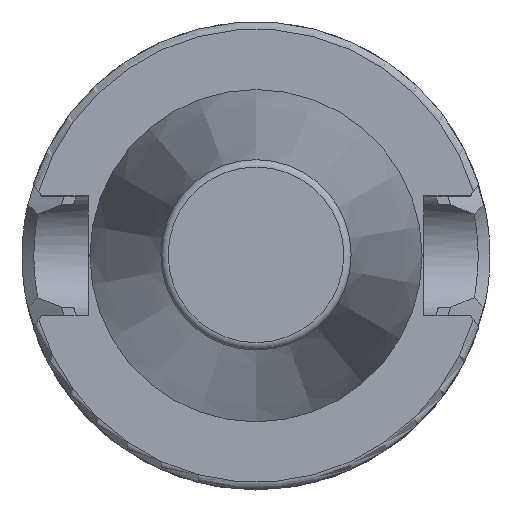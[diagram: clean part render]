
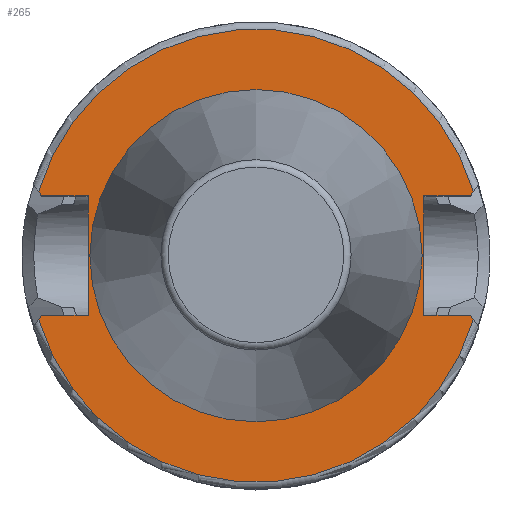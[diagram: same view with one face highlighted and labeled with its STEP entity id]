
A CAD part, top view. The second image highlights one B-rep face of the part: STEP entity #265.
In plain terms, the highlighted planar face has unit normal (0, 0, 1).
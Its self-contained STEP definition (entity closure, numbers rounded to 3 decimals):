
#56=LINE('',#1501,#94);
#58=LINE('',#1507,#96);
#59=LINE('',#1509,#97);
#60=LINE('',#1513,#98);
#61=LINE('',#1515,#99);
#62=LINE('',#1517,#100);
#63=LINE('',#1519,#101);
#64=LINE('',#1521,#102);
#65=LINE('',#1525,#103);
#66=LINE('',#1527,#104);
#94=VECTOR('',#1132,1.);
#96=VECTOR('',#1138,1.);
#97=VECTOR('',#1139,1.);
#98=VECTOR('',#1142,1.);
#99=VECTOR('',#1143,1.);
#100=VECTOR('',#1144,1.);
#101=VECTOR('',#1145,1.);
#102=VECTOR('',#1146,1.);
#103=VECTOR('',#1149,1.);
#104=VECTOR('',#1150,1.);
#229=FACE_BOUND('',#393,.T.);
#230=FACE_BOUND('',#394,.T.);
#265=ADVANCED_FACE('',(#229,#230),#300,.T.);
#300=PLANE('',#975);
#393=EDGE_LOOP('',(#492));
#394=EDGE_LOOP('',(#493,#494,#495,#496,#497,#498,#499,#500,#501,#502,#503,
#504));
#492=ORIENTED_EDGE('',*,*,#773,.F.);
#493=ORIENTED_EDGE('',*,*,#771,.T.);
#494=ORIENTED_EDGE('',*,*,#774,.T.);
#495=ORIENTED_EDGE('',*,*,#775,.F.);
#496=ORIENTED_EDGE('',*,*,#776,.F.);
#497=ORIENTED_EDGE('',*,*,#777,.F.);
#498=ORIENTED_EDGE('',*,*,#778,.T.);
#499=ORIENTED_EDGE('',*,*,#779,.T.);
#500=ORIENTED_EDGE('',*,*,#780,.T.);
#501=ORIENTED_EDGE('',*,*,#781,.F.);
#502=ORIENTED_EDGE('',*,*,#782,.F.);
#503=ORIENTED_EDGE('',*,*,#783,.F.);
#504=ORIENTED_EDGE('',*,*,#784,.T.);
#686=VERTEX_POINT('',#1500);
#687=VERTEX_POINT('',#1502);
#688=VERTEX_POINT('',#1506);
#689=VERTEX_POINT('',#1508);
#690=VERTEX_POINT('',#1510);
#691=VERTEX_POINT('',#1512);
#692=VERTEX_POINT('',#1514);
#693=VERTEX_POINT('',#1516);
#694=VERTEX_POINT('',#1518);
#695=VERTEX_POINT('',#1520);
#696=VERTEX_POINT('',#1522);
#697=VERTEX_POINT('',#1524);
#698=VERTEX_POINT('',#1526);
#771=EDGE_CURVE('',#687,#686,#56,.T.);
#773=EDGE_CURVE('',#688,#688,#869,.T.);
#774=EDGE_CURVE('',#686,#689,#58,.T.);
#775=EDGE_CURVE('',#690,#689,#59,.T.);
#776=EDGE_CURVE('',#691,#690,#870,.T.);
#777=EDGE_CURVE('',#692,#691,#60,.T.);
#778=EDGE_CURVE('',#692,#693,#61,.T.);
#779=EDGE_CURVE('',#693,#694,#62,.T.);
#780=EDGE_CURVE('',#694,#695,#63,.T.);
#781=EDGE_CURVE('',#696,#695,#64,.T.);
#782=EDGE_CURVE('',#697,#696,#871,.T.);
#783=EDGE_CURVE('',#698,#697,#65,.T.);
#784=EDGE_CURVE('',#698,#687,#66,.T.);
#869=CIRCLE('',#972,22.371);
#870=CIRCLE('',#973,30.5);
#871=CIRCLE('',#974,30.5);
#972=AXIS2_PLACEMENT_3D('',#1505,#1136,#1137);
#973=AXIS2_PLACEMENT_3D('',#1511,#1140,#1141);
#974=AXIS2_PLACEMENT_3D('',#1523,#1147,#1148);
#975=AXIS2_PLACEMENT_3D('',#1528,#1151,#1152);
#1132=DIRECTION('',(0.,1.,0.));
#1136=DIRECTION('',(0.,0.,1.));
#1137=DIRECTION('',(1.,0.,0.));
#1138=DIRECTION('',(1.,0.,0.));
#1139=DIRECTION('',(-0.6,-0.8,0.));
#1140=DIRECTION('',(0.,0.,-1.));
#1141=DIRECTION('',(0.,-1.,0.));
#1142=DIRECTION('',(-0.6,0.8,0.));
#1143=DIRECTION('',(1.,0.,0.));
#1144=DIRECTION('',(0.,-1.,0.));
#1145=DIRECTION('',(-1.,0.,0.));
#1146=DIRECTION('',(0.6,0.8,0.));
#1147=DIRECTION('',(0.,0.,-1.));
#1148=DIRECTION('',(0.,-1.,0.));
#1149=DIRECTION('',(0.6,-0.8,0.));
#1150=DIRECTION('',(-1.,0.,0.));
#1151=DIRECTION('',(0.,0.,1.));
#1152=DIRECTION('',(0.,1.,0.));
#1500=CARTESIAN_POINT('',(22.6,8.05,-1.));
#1501=CARTESIAN_POINT('',(22.6,0.,-1.));
#1502=CARTESIAN_POINT('',(22.6,-8.05,-1.));
#1505=CARTESIAN_POINT('',(0.,0.,-1.));
#1506=CARTESIAN_POINT('',(22.371,0.,-1.));
#1507=CARTESIAN_POINT('',(-3.95,8.05,-1.));
#1508=CARTESIAN_POINT('',(28.854,8.05,-1.));
#1509=CARTESIAN_POINT('',(16.527,-8.387,-1.));
#1510=CARTESIAN_POINT('',(29.264,8.596,-1.));
#1511=CARTESIAN_POINT('',(0.,0.,-1.));
#1512=CARTESIAN_POINT('',(-29.264,8.596,-1.));
#1513=CARTESIAN_POINT('',(-27.506,6.253,-1.));
#1514=CARTESIAN_POINT('',(-28.854,8.05,-1.));
#1515=CARTESIAN_POINT('',(-26.55,8.05,-1.));
#1516=CARTESIAN_POINT('',(-22.6,8.05,-1.));
#1517=CARTESIAN_POINT('',(-22.6,0.,-1.));
#1518=CARTESIAN_POINT('',(-22.6,-8.05,-1.));
#1519=CARTESIAN_POINT('',(-26.55,-8.05,-1.));
#1520=CARTESIAN_POINT('',(-28.854,-8.05,-1.));
#1521=CARTESIAN_POINT('',(-27.506,-6.253,-1.));
#1522=CARTESIAN_POINT('',(-29.264,-8.596,-1.));
#1523=CARTESIAN_POINT('',(0.,0.,-1.));
#1524=CARTESIAN_POINT('',(29.264,-8.596,-1.));
#1525=CARTESIAN_POINT('',(16.527,8.387,-1.));
#1526=CARTESIAN_POINT('',(28.854,-8.05,-1.));
#1527=CARTESIAN_POINT('',(-3.95,-8.05,-1.));
#1528=CARTESIAN_POINT('',(-30.5,0.,-1.));
